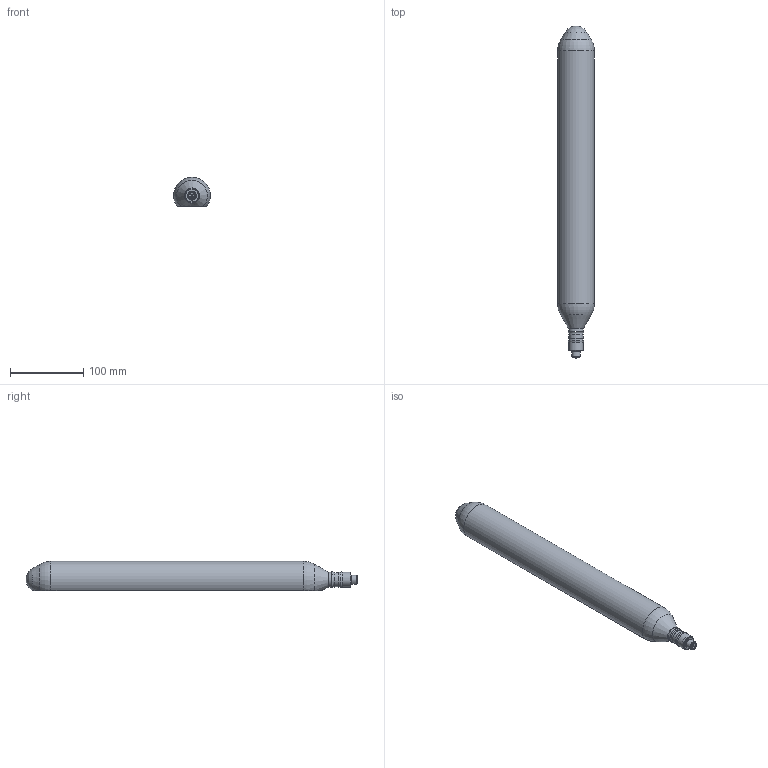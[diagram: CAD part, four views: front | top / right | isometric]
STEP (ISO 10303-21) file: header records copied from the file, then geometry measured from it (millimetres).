
FILE_DESCRIPTION (( 'STEP AP203' ), '1' );
FILE_NAME ('ABE-Z50-350-D20_Outline.STEP', '2022-02-28T06:02:12', ( '' ), ( '' ), 'SwSTEP 2.0', 'SolidWorks 2020', '' );
FILE_SCHEMA (( 'CONFIG_CONTROL_DESIGN' ));
Length unit declared in the file: millimetre
Products named in the file (1): ABE-Z50-350-D20_Outline
Bounding box: 49.94 x 452.05 x 40 mm (x, y, z)
Surface area: 64400.1 mm2 (no closed solid volume)
Topology: 0 solids, 13 shells, 85 faces, 243 edges, 168 vertices
Faces by surface type: cylinder 29, plane 24, bspline 12, cone 10, torus 10
Full cylindrical faces by diameter (mm): 1 x4, 12 x1, 18.1 x1, 19.2 x1, 20 x4
Entity records: 3473 total; most frequent: CARTESIAN_POINT 1379, DIRECTION 442, ORIENTED_EDGE 327, EDGE_CURVE 212, AXIS2_PLACEMENT_3D 180, VERTEX_POINT 160, EDGE_LOOP 114, CIRCLE 106
